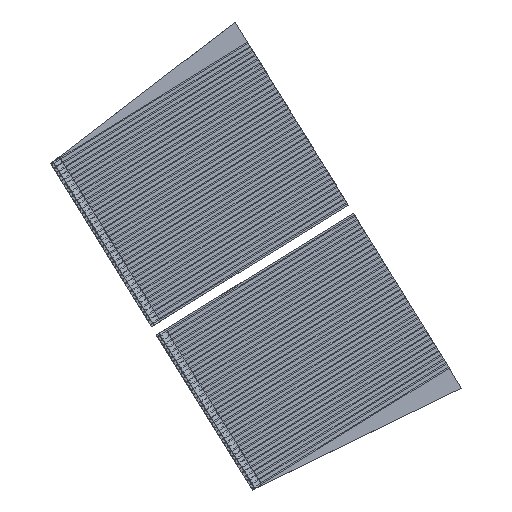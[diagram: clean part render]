
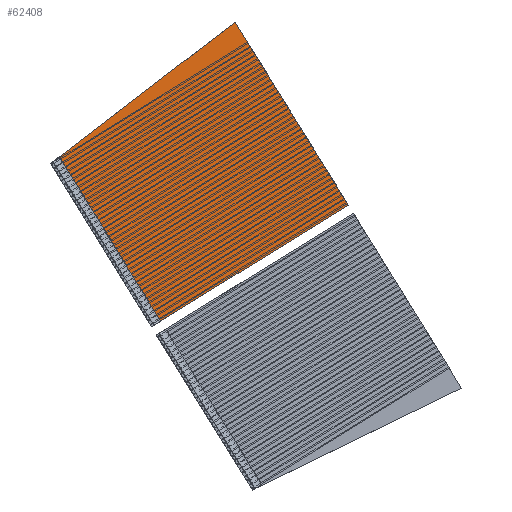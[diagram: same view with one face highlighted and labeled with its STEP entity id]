
A CAD part, front view. The second image highlights one B-rep face of the part: STEP entity #62408.
In plain terms, the highlighted planar face has unit normal (0.058, -0.998, 0).
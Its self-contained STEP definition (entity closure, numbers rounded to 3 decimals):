
#60069 = PLANE('',#60070);
#60070 = AXIS2_PLACEMENT_3D('',#60071,#60072,#60073);
#60071 = CARTESIAN_POINT('',(11363.495,22.278,
    3181.432));
#60072 = DIRECTION('',(-0.526,0.,0.851)
  );
#60073 = DIRECTION('',(0.851,0.,0.526));
#60095 = PLANE('',#60096);
#60096 = AXIS2_PLACEMENT_3D('',#60097,#60098,#60099);
#60097 = CARTESIAN_POINT('',(10457.485,0.,6463.149));
#60098 = DIRECTION('',(0.851,0.,0.526));
#60099 = DIRECTION('',(0.,-1.,0.));
#60119 = PLANE('',#60120);
#60120 = AXIS2_PLACEMENT_3D('',#60121,#60122,#60123);
#60121 = CARTESIAN_POINT('',(2185.894,0.,-2850.41)
  );
#60122 = DIRECTION('',(0.609,0.,-0.794));
#60123 = DIRECTION('',(0.,-1.,0.));
#60226 = VERTEX_POINT('',#60227);
#60227 = CARTESIAN_POINT('',(11702.962,597.289,
    4447.947));
#60248 = EDGE_CURVE('',#60249,#60226,#60251,.T.);
#60249 = VERTEX_POINT('',#60250);
#60250 = CARTESIAN_POINT('',(10967.838,554.473,
    3884.202));
#60251 = SURFACE_CURVE('',#60252,(#60256,#60262),.PCURVE_S1.);
#60252 = LINE('',#60253,#60254);
#60253 = CARTESIAN_POINT('',(2184.321,42.891,
    -2851.616));
#60254 = VECTOR('',#60255,1.);
#60255 = DIRECTION('',(0.793,0.046,0.608)
  );
#60256 = PCURVE('',#60119,#60257);
#60257 = DEFINITIONAL_REPRESENTATION('',(#60258),#60261);
#60258 = B_SPLINE_CURVE_WITH_KNOTS('',1,(#60259,#60260),.UNSPECIFIED.,
  .F.,.F.,(2,2),(-12012807.654,12012811.623),
  .PIECEWISE_BEZIER_KNOTS.);
#60259 = CARTESIAN_POINT('',(554569.859,12000000.));
#60260 = CARTESIAN_POINT('',(-554655.825,-12000000.));
#60261 = ( GEOMETRIC_REPRESENTATION_CONTEXT(2) 
PARAMETRIC_REPRESENTATION_CONTEXT() REPRESENTATION_CONTEXT('2D SPACE',''
  ) );
#60262 = PCURVE('',#60263,#60268);
#60263 = PLANE('',#60264);
#60264 = AXIS2_PLACEMENT_3D('',#60265,#60266,#60267);
#60265 = CARTESIAN_POINT('',(4.895,-84.046,0.));
#60266 = DIRECTION('',(0.058,-0.998,0.));
#60267 = DIRECTION('',(0.,0.,-1.));
#60268 = DEFINITIONAL_REPRESENTATION('',(#60269),#60272);
#60269 = B_SPLINE_CURVE_WITH_KNOTS('',1,(#60270,#60271),.UNSPECIFIED.,
  .F.,.F.,(2,2),(-12012807.654,12012811.623),
  .PIECEWISE_BEZIER_KNOTS.);
#60270 = CARTESIAN_POINT('',(7305250.228,-9536292.766));
#60271 = CARTESIAN_POINT('',(-7299549.409,9540662.158));
#60272 = ( GEOMETRIC_REPRESENTATION_CONTEXT(2) 
PARAMETRIC_REPRESENTATION_CONTEXT() REPRESENTATION_CONTEXT('2D SPACE',''
  ) );
#60291 = CYLINDRICAL_SURFACE('',#60292,34.619);
#60292 = AXIS2_PLACEMENT_3D('',#60293,#60294,#60295);
#60293 = CARTESIAN_POINT('',(10972.624,520.074,
    3879.716));
#60294 = DIRECTION('',(0.525,0.031,-0.85)
  );
#60295 = DIRECTION('',(-0.058,0.998,
    0.));
#60386 = VERTEX_POINT('',#60387);
#60387 = CARTESIAN_POINT('',(12175.54,624.813,
    3683.309));
#60408 = EDGE_CURVE('',#60386,#60226,#60409,.T.);
#60409 = SURFACE_CURVE('',#60410,(#60414,#60420),.PCURVE_S1.);
#60410 = LINE('',#60411,#60412);
#60411 = CARTESIAN_POINT('',(10449.046,524.257,
    6476.805));
#60412 = VECTOR('',#60413,1.);
#60413 = DIRECTION('',(-0.525,-0.031,0.85
    ));
#60414 = PCURVE('',#60095,#60415);
#60415 = DEFINITIONAL_REPRESENTATION('',(#60416),#60419);
#60416 = B_SPLINE_CURVE_WITH_KNOTS('',1,(#60417,#60418),.UNSPECIFIED.,
  .F.,.F.,(2,2),(-12005640.457,12005608.336),
  .PIECEWISE_BEZIER_KNOTS.);
#60417 = CARTESIAN_POINT('',(-367971.555,12000000.));
#60418 = CARTESIAN_POINT('',(366922.059,-12000000.));
#60419 = ( GEOMETRIC_REPRESENTATION_CONTEXT(2) 
PARAMETRIC_REPRESENTATION_CONTEXT() REPRESENTATION_CONTEXT('2D SPACE',''
  ) );
#60420 = PCURVE('',#60263,#60421);
#60421 = DEFINITIONAL_REPRESENTATION('',(#60422),#60425);
#60422 = B_SPLINE_CURVE_WITH_KNOTS('',1,(#60423,#60424),.UNSPECIFIED.,
  .F.,.F.,(2,2),(-12005640.457,12005608.336),
  .PIECEWISE_BEZIER_KNOTS.);
#60423 = CARTESIAN_POINT('',(10201316.83,6329983.343));
#60424 = CARTESIAN_POINT('',(-10214243.129,-6309042.734));
#60425 = ( GEOMETRIC_REPRESENTATION_CONTEXT(2) 
PARAMETRIC_REPRESENTATION_CONTEXT() REPRESENTATION_CONTEXT('2D SPACE',''
  ) );
#60430 = EDGE_CURVE('',#60386,#60431,#60433,.T.);
#60431 = VERTEX_POINT('',#60432);
#60432 = CARTESIAN_POINT('',(11391.487,579.147,
    3198.732));
#60433 = SURFACE_CURVE('',#60434,(#60438,#60444),.PCURVE_S1.);
#60434 = LINE('',#60435,#60436);
#60435 = CARTESIAN_POINT('',(6528.772,295.927,
    193.378));
#60436 = VECTOR('',#60437,1.);
#60437 = DIRECTION('',(-0.85,-0.049,
    -0.525));
#60438 = PCURVE('',#60069,#60439);
#60439 = DEFINITIONAL_REPRESENTATION('',(#60440),#60443);
#60440 = B_SPLINE_CURVE_WITH_KNOTS('',1,(#60441,#60442),.UNSPECIFIED.,
  .F.,.F.,(2,2),(-6743.454,-5578.026),
  .PIECEWISE_BEZIER_KNOTS.);
#60441 = CARTESIAN_POINT('',(1051.619,607.342));
#60442 = CARTESIAN_POINT('',(-112.381,549.672));
#60443 = ( GEOMETRIC_REPRESENTATION_CONTEXT(2) 
PARAMETRIC_REPRESENTATION_CONTEXT() REPRESENTATION_CONTEXT('2D SPACE',''
  ) );
#60444 = PCURVE('',#60263,#60445);
#60445 = DEFINITIONAL_REPRESENTATION('',(#60446),#60449);
#60446 = B_SPLINE_CURVE_WITH_KNOTS('',1,(#60447,#60448),.UNSPECIFIED.,
  .F.,.F.,(2,2),(-6743.454,-5578.026),
  .PIECEWISE_BEZIER_KNOTS.);
#60447 = CARTESIAN_POINT('',(-3734.305,12273.923));
#60448 = CARTESIAN_POINT('',(-3122.349,11282.09));
#60449 = ( GEOMETRIC_REPRESENTATION_CONTEXT(2) 
PARAMETRIC_REPRESENTATION_CONTEXT() REPRESENTATION_CONTEXT('2D SPACE',''
  ) );
#62388 = EDGE_CURVE('',#60249,#60431,#62389,.T.);
#62389 = SURFACE_CURVE('',#62390,(#62394,#62401),.PCURVE_S1.);
#62390 = LINE('',#62391,#62392);
#62391 = CARTESIAN_POINT('',(10970.611,554.634,
    3879.716));
#62392 = VECTOR('',#62393,1.);
#62393 = DIRECTION('',(0.525,0.031,-0.85)
  );
#62394 = PCURVE('',#60291,#62395);
#62395 = DEFINITIONAL_REPRESENTATION('',(#62396),#62400);
#62396 = LINE('',#62397,#62398);
#62397 = CARTESIAN_POINT('',(-0.,0.));
#62398 = VECTOR('',#62399,1.);
#62399 = DIRECTION('',(-0.,1.));
#62400 = ( GEOMETRIC_REPRESENTATION_CONTEXT(2) 
PARAMETRIC_REPRESENTATION_CONTEXT() REPRESENTATION_CONTEXT('2D SPACE',''
  ) );
#62401 = PCURVE('',#60263,#62402);
#62402 = DEFINITIONAL_REPRESENTATION('',(#62403),#62407);
#62403 = LINE('',#62404,#62405);
#62404 = CARTESIAN_POINT('',(-3879.716,10984.299));
#62405 = VECTOR('',#62406,1.);
#62406 = DIRECTION('',(0.85,0.526));
#62407 = ( GEOMETRIC_REPRESENTATION_CONTEXT(2) 
PARAMETRIC_REPRESENTATION_CONTEXT() REPRESENTATION_CONTEXT('2D SPACE',''
  ) );
#62408 = ADVANCED_FACE('',(#62409),#60263,.T.);
#62409 = FACE_BOUND('',#62410,.T.);
#62410 = EDGE_LOOP('',(#62411,#62412,#62413,#62414));
#62411 = ORIENTED_EDGE('',*,*,#62388,.T.);
#62412 = ORIENTED_EDGE('',*,*,#60430,.F.);
#62413 = ORIENTED_EDGE('',*,*,#60408,.T.);
#62414 = ORIENTED_EDGE('',*,*,#60248,.F.);
